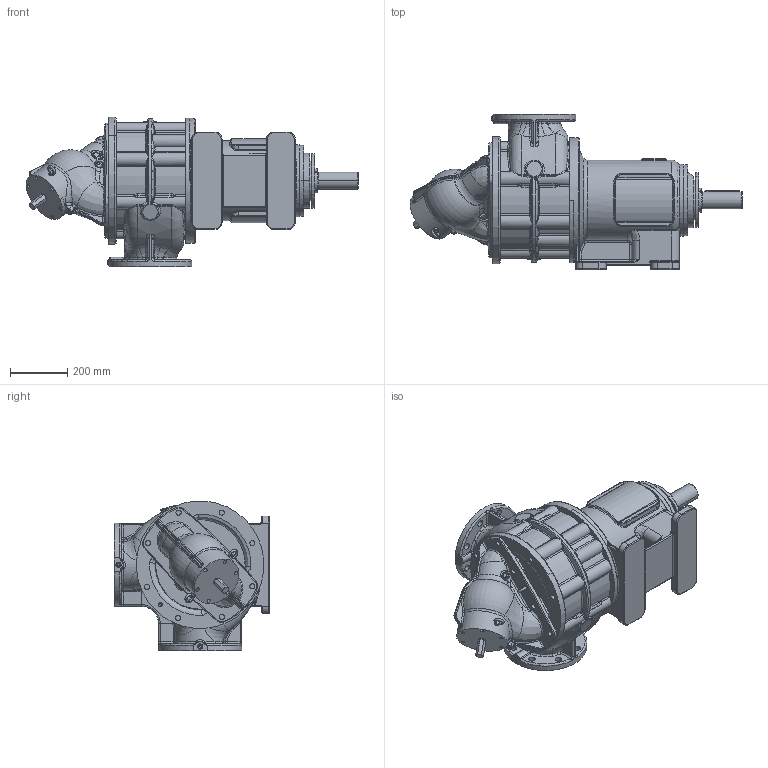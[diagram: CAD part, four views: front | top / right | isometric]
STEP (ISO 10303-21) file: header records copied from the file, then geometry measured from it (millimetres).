
FILE_DESCRIPTION((''),'2;1');
FILE_NAME('R180_GB1B_Y','2022-10-12T11:02:57',('Nicola'),(''),'CREO PARAMETRIC BY PTC INC, 2020354','CREO PARAMETRIC BY PTC INC, 2020354','');
FILE_SCHEMA(('CONFIG_CONTROL_DESIGN'));
Products named in the file (1): R180_GB1B_Y
Bounding box: 1158.02 x 543 x 521.65 mm (x, y, z)
Volume: 89094620 mm3; surface area: 2101176 mm2
Topology: 2 solids, 2 shells, 1625 faces, 3780 edges, 2192 vertices
Faces by surface type: bspline 529, cylinder 501, plane 211, torus 205, cone 99, sphere 78, revolution 2
Entity records: 133209 total; most frequent: CARTESIAN_POINT 99616, ORIENTED_EDGE 7502, DIRECTION 6458, EDGE_CURVE 3751, AXIS2_PLACEMENT_3D 2805, VERTEX_POINT 2192, EDGE_LOOP 1749, CIRCLE 1711
